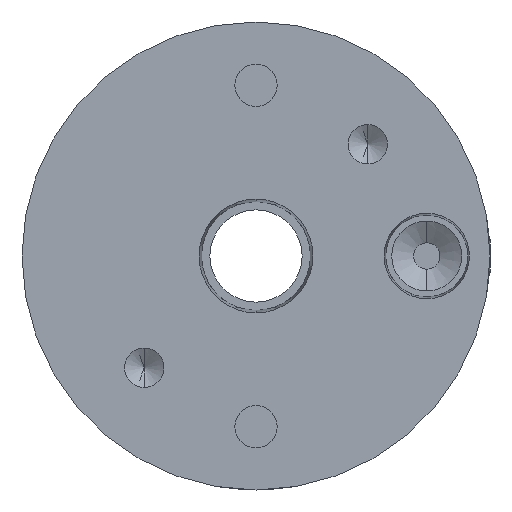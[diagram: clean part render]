
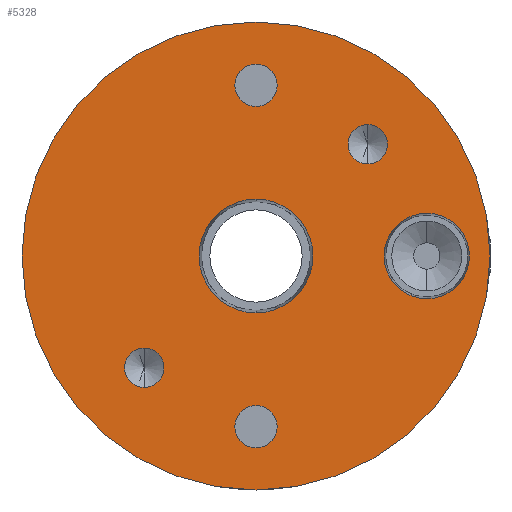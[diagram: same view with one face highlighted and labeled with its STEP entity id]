
A CAD part, front view. The second image highlights one B-rep face of the part: STEP entity #5328.
In plain terms, the highlighted planar face has unit normal (0, -1, 0).
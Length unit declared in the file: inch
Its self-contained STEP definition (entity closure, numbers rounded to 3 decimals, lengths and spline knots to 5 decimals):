
#46 = DIRECTION ( 'NONE',  ( 0., -1., 0. ) ) ;
#63 = EDGE_LOOP ( 'NONE', ( #4111, #1975 ) ) ;
#95 = FACE_BOUND ( 'NONE', #333, .T. ) ;
#106 = AXIS2_PLACEMENT_3D ( 'NONE', #4235, #1691, #404 ) ;
#109 = EDGE_CURVE ( 'NONE', #276, #1629, #4484, .T. ) ;
#151 = ORIENTED_EDGE ( 'NONE', *, *, #2489, .F. ) ;
#158 = DIRECTION ( 'NONE',  ( 0., 0., 1. ) ) ;
#171 = DIRECTION ( 'NONE',  ( 0., 0., 1. ) ) ;
#183 = AXIS2_PLACEMENT_3D ( 'NONE', #4979, #1502, #171 ) ;
#190 = ORIENTED_EDGE ( 'NONE', *, *, #3438, .F. ) ;
#241 = CARTESIAN_POINT ( 'NONE',  ( -0.53033, -1.1875, -0.62408 ) ) ;
#247 = VERTEX_POINT ( 'NONE', #3669 ) ;
#276 = VERTEX_POINT ( 'NONE', #3643 ) ;
#322 = AXIS2_PLACEMENT_3D ( 'NONE', #342, #2516, #5453 ) ;
#333 = EDGE_LOOP ( 'NONE', ( #3186, #151 ) ) ;
#342 = CARTESIAN_POINT ( 'NONE',  ( 0., -1.1875, 0. ) ) ;
#348 = CARTESIAN_POINT ( 'NONE',  ( 0.53033, -1.1875, 0.62408 ) ) ;
#368 = CARTESIAN_POINT ( 'NONE',  ( -0.53033, -1.1875, -0.53033 ) ) ;
#391 = CARTESIAN_POINT ( 'NONE',  ( 0., -1.1875, -0.81 ) ) ;
#401 = DIRECTION ( 'NONE',  ( 0., -1., 0. ) ) ;
#404 = DIRECTION ( 'NONE',  ( 0., 0., -1. ) ) ;
#409 = CIRCLE ( 'NONE', #3884, 0.1005 ) ;
#481 = FACE_BOUND ( 'NONE', #4527, .T. ) ;
#502 = ORIENTED_EDGE ( 'NONE', *, *, #3587, .F. ) ;
#557 = EDGE_CURVE ( 'NONE', #247, #4315, #4212, .T. ) ;
#577 = VERTEX_POINT ( 'NONE', #348 ) ;
#588 = PLANE ( 'NONE',  #601 ) ;
#595 = CIRCLE ( 'NONE', #3543, 0.1005 ) ;
#596 = AXIS2_PLACEMENT_3D ( 'NONE', #1985, #3697, #3282 ) ;
#601 = AXIS2_PLACEMENT_3D ( 'NONE', #2293, #3997, #158 ) ;
#621 = EDGE_CURVE ( 'NONE', #3362, #2024, #3143, .T. ) ;
#646 = VERTEX_POINT ( 'NONE', #1702 ) ;
#661 = EDGE_LOOP ( 'NONE', ( #502, #2294 ) ) ;
#707 = CIRCLE ( 'NONE', #2129, 0.2025 ) ;
#726 = DIRECTION ( 'NONE',  ( 0., 0., -1. ) ) ;
#758 = DIRECTION ( 'NONE',  ( 0., -1., 0. ) ) ;
#835 = AXIS2_PLACEMENT_3D ( 'NONE', #2505, #1650, #5525 ) ;
#872 = CARTESIAN_POINT ( 'NONE',  ( 0., -1.1875, 0. ) ) ;
#1038 = DIRECTION ( 'NONE',  ( 0., -1., 0. ) ) ;
#1108 = EDGE_LOOP ( 'NONE', ( #190, #2320 ) ) ;
#1197 = CARTESIAN_POINT ( 'NONE',  ( -0.53033, -1.1875, -0.53033 ) ) ;
#1238 = DIRECTION ( 'NONE',  ( 0., 0., -1. ) ) ;
#1263 = CIRCLE ( 'NONE', #835, 0.09375 ) ;
#1369 = FACE_OUTER_BOUND ( 'NONE', #4516, .T. ) ;
#1403 = AXIS2_PLACEMENT_3D ( 'NONE', #3616, #1038, #4411 ) ;
#1425 = ORIENTED_EDGE ( 'NONE', *, *, #3657, .F. ) ;
#1435 = EDGE_LOOP ( 'NONE', ( #1425, #5369 ) ) ;
#1502 = DIRECTION ( 'NONE',  ( 0., 1., 0. ) ) ;
#1629 = VERTEX_POINT ( 'NONE', #2870 ) ;
#1637 = ORIENTED_EDGE ( 'NONE', *, *, #2599, .F. ) ;
#1650 = DIRECTION ( 'NONE',  ( 0., -1., 0. ) ) ;
#1691 = DIRECTION ( 'NONE',  ( 0., -1., 0. ) ) ;
#1702 = CARTESIAN_POINT ( 'NONE',  ( 0.81, -1.1875, 0.2025 ) ) ;
#1805 = FACE_BOUND ( 'NONE', #1108, .T. ) ;
#1975 = ORIENTED_EDGE ( 'NONE', *, *, #621, .F. ) ;
#1985 = CARTESIAN_POINT ( 'NONE',  ( 0., -1.1875, 0. ) ) ;
#2011 = CARTESIAN_POINT ( 'NONE',  ( 0., -1.1875, -0.81 ) ) ;
#2021 = EDGE_CURVE ( 'NONE', #646, #2038, #4776, .T. ) ;
#2024 = VERTEX_POINT ( 'NONE', #3806 ) ;
#2038 = VERTEX_POINT ( 'NONE', #2239 ) ;
#2062 = CIRCLE ( 'NONE', #183, 1.11 ) ;
#2089 = DIRECTION ( 'NONE',  ( 0., -1., 0. ) ) ;
#2107 = DIRECTION ( 'NONE',  ( 0., 0., -1. ) ) ;
#2129 = AXIS2_PLACEMENT_3D ( 'NONE', #3034, #2215, #4750 ) ;
#2187 = CARTESIAN_POINT ( 'NONE',  ( 0., -1.1875, 0.27002 ) ) ;
#2190 = CIRCLE ( 'NONE', #2290, 0.09375 ) ;
#2215 = DIRECTION ( 'NONE',  ( 0., -1., 0. ) ) ;
#2231 = CARTESIAN_POINT ( 'NONE',  ( 0.53033, -1.1875, 0.43658 ) ) ;
#2239 = CARTESIAN_POINT ( 'NONE',  ( 0.81, -1.1875, -0.2025 ) ) ;
#2290 = AXIS2_PLACEMENT_3D ( 'NONE', #368, #5073, #1238 ) ;
#2293 = CARTESIAN_POINT ( 'NONE',  ( 1.11, -1.1875, 0. ) ) ;
#2294 = ORIENTED_EDGE ( 'NONE', *, *, #4672, .F. ) ;
#2320 = ORIENTED_EDGE ( 'NONE', *, *, #2021, .F. ) ;
#2373 = VERTEX_POINT ( 'NONE', #2231 ) ;
#2489 = EDGE_CURVE ( 'NONE', #577, #2373, #4683, .T. ) ;
#2503 = AXIS2_PLACEMENT_3D ( 'NONE', #1197, #4984, #2930 ) ;
#2505 = CARTESIAN_POINT ( 'NONE',  ( 0.53033, -1.1875, 0.53033 ) ) ;
#2516 = DIRECTION ( 'NONE',  ( 0., -1., 0. ) ) ;
#2558 = CIRCLE ( 'NONE', #322, 0.27002 ) ;
#2599 = EDGE_CURVE ( 'NONE', #5049, #3964, #2062, .T. ) ;
#2743 = CARTESIAN_POINT ( 'NONE',  ( 0., -1.1875, -0.7095 ) ) ;
#2783 = AXIS2_PLACEMENT_3D ( 'NONE', #872, #46, #2107 ) ;
#2870 = CARTESIAN_POINT ( 'NONE',  ( 0., -1.1875, 0.9105 ) ) ;
#2914 = ORIENTED_EDGE ( 'NONE', *, *, #3967, .F. ) ;
#2930 = DIRECTION ( 'NONE',  ( 0., 0., -1. ) ) ;
#3034 = CARTESIAN_POINT ( 'NONE',  ( 0.81, -1.1875, 0. ) ) ;
#3064 = AXIS2_PLACEMENT_3D ( 'NONE', #3162, #4394, #4968 ) ;
#3143 = CIRCLE ( 'NONE', #2783, 0.27002 ) ;
#3162 = CARTESIAN_POINT ( 'NONE',  ( 0.53033, -1.1875, 0.53033 ) ) ;
#3186 = ORIENTED_EDGE ( 'NONE', *, *, #4640, .F. ) ;
#3258 = VERTEX_POINT ( 'NONE', #4583 ) ;
#3282 = DIRECTION ( 'NONE',  ( 0., 0., 1. ) ) ;
#3362 = VERTEX_POINT ( 'NONE', #2187 ) ;
#3438 = EDGE_CURVE ( 'NONE', #2038, #646, #707, .T. ) ;
#3530 = FACE_BOUND ( 'NONE', #661, .T. ) ;
#3543 = AXIS2_PLACEMENT_3D ( 'NONE', #2011, #401, #3699 ) ;
#3587 = EDGE_CURVE ( 'NONE', #3258, #3931, #595, .T. ) ;
#3616 = CARTESIAN_POINT ( 'NONE',  ( 0., -1.1875, 0.81 ) ) ;
#3643 = CARTESIAN_POINT ( 'NONE',  ( 0., -1.1875, 0.7095 ) ) ;
#3653 = ORIENTED_EDGE ( 'NONE', *, *, #5071, .F. ) ;
#3657 = EDGE_CURVE ( 'NONE', #4315, #247, #2190, .T. ) ;
#3669 = CARTESIAN_POINT ( 'NONE',  ( -0.53033, -1.1875, -0.43658 ) ) ;
#3697 = DIRECTION ( 'NONE',  ( 0., 1., 0. ) ) ;
#3699 = DIRECTION ( 'NONE',  ( 0., 0., -1. ) ) ;
#3714 = EDGE_CURVE ( 'NONE', #2024, #3362, #2558, .T. ) ;
#3792 = DIRECTION ( 'NONE',  ( 0., 0., -1. ) ) ;
#3806 = CARTESIAN_POINT ( 'NONE',  ( 0., -1.1875, -0.27002 ) ) ;
#3884 = AXIS2_PLACEMENT_3D ( 'NONE', #4200, #758, #726 ) ;
#3931 = VERTEX_POINT ( 'NONE', #2743 ) ;
#3964 = VERTEX_POINT ( 'NONE', #4600 ) ;
#3967 = EDGE_CURVE ( 'NONE', #1629, #276, #409, .T. ) ;
#3997 = DIRECTION ( 'NONE',  ( 0., 1., 0. ) ) ;
#4111 = ORIENTED_EDGE ( 'NONE', *, *, #3714, .F. ) ;
#4200 = CARTESIAN_POINT ( 'NONE',  ( 0., -1.1875, 0.81 ) ) ;
#4212 = CIRCLE ( 'NONE', #2503, 0.09375 ) ;
#4235 = CARTESIAN_POINT ( 'NONE',  ( 0.81, -1.1875, 0. ) ) ;
#4315 = VERTEX_POINT ( 'NONE', #241 ) ;
#4394 = DIRECTION ( 'NONE',  ( 0., -1., 0. ) ) ;
#4411 = DIRECTION ( 'NONE',  ( 0., 0., -1. ) ) ;
#4422 = CIRCLE ( 'NONE', #4611, 0.1005 ) ;
#4484 = CIRCLE ( 'NONE', #1403, 0.1005 ) ;
#4516 = EDGE_LOOP ( 'NONE', ( #1637, #3653 ) ) ;
#4527 = EDGE_LOOP ( 'NONE', ( #4646, #2914 ) ) ;
#4583 = CARTESIAN_POINT ( 'NONE',  ( 0., -1.1875, -0.9105 ) ) ;
#4600 = CARTESIAN_POINT ( 'NONE',  ( 0., -1.1875, -1.11 ) ) ;
#4611 = AXIS2_PLACEMENT_3D ( 'NONE', #391, #2089, #3792 ) ;
#4640 = EDGE_CURVE ( 'NONE', #2373, #577, #1263, .T. ) ;
#4646 = ORIENTED_EDGE ( 'NONE', *, *, #109, .F. ) ;
#4672 = EDGE_CURVE ( 'NONE', #3931, #3258, #4422, .T. ) ;
#4683 = CIRCLE ( 'NONE', #3064, 0.09375 ) ;
#4744 = FACE_BOUND ( 'NONE', #63, .T. ) ;
#4750 = DIRECTION ( 'NONE',  ( 0., 0., -1. ) ) ;
#4776 = CIRCLE ( 'NONE', #106, 0.2025 ) ;
#4796 = FACE_BOUND ( 'NONE', #1435, .T. ) ;
#4968 = DIRECTION ( 'NONE',  ( 0., 0., -1. ) ) ;
#4979 = CARTESIAN_POINT ( 'NONE',  ( 0., -1.1875, 0. ) ) ;
#4984 = DIRECTION ( 'NONE',  ( 0., -1., 0. ) ) ;
#5049 = VERTEX_POINT ( 'NONE', #5377 ) ;
#5071 = EDGE_CURVE ( 'NONE', #3964, #5049, #5209, .T. ) ;
#5073 = DIRECTION ( 'NONE',  ( 0., -1., 0. ) ) ;
#5209 = CIRCLE ( 'NONE', #596, 1.11 ) ;
#5328 = ADVANCED_FACE ( 'NONE', ( #4796, #95, #1805, #481, #3530, #4744, #1369 ), #588, .F. ) ;
#5369 = ORIENTED_EDGE ( 'NONE', *, *, #557, .F. ) ;
#5377 = CARTESIAN_POINT ( 'NONE',  ( 0., -1.1875, 1.11 ) ) ;
#5453 = DIRECTION ( 'NONE',  ( 0., 0., -1. ) ) ;
#5525 = DIRECTION ( 'NONE',  ( 0., 0., -1. ) ) ;
